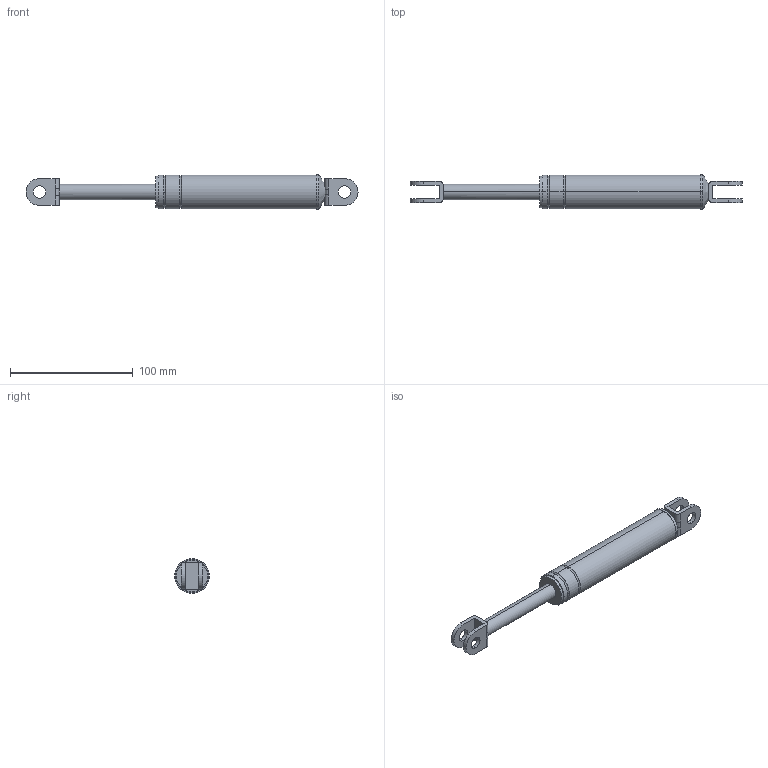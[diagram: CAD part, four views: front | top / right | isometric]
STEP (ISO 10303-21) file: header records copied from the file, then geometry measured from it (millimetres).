
FILE_DESCRIPTION( (''), '2;1');
FILE_NAME ('PC50.23628.TM_370_70_80_14758.stp','2020-10-26T13:20:12',(''),(''),'spGate 16.7.1','','');
FILE_SCHEMA (('AUTOMOTIVE_DESIGN'));
Length unit declared in the file: millimetre
Products named in the file (3): Assembly; TM_370_70_80; TM_370_70_80_div
Assembly tree (2 placements, depth 2):
  Assembly
    TM_370_70_80
    TM_370_70_80_div
Bounding box: 271 x 28.2 x 28.2 mm (x, y, z)
Volume: 96750.3 mm3; surface area: 21762.7 mm2
Topology: 2 solids, 2 shells, 64 faces, 162 edges, 104 vertices
Faces by surface type: cylinder 32, plane 22, bspline 10
Entity records: 3562 total; most frequent: CARTESIAN_POINT 662, DIRECTION 332, ORIENTED_EDGE 324, COLOUR_RGB 228, PRESENTATION_STYLE_ASSIGNMENT 228, STYLED_ITEM 228, EDGE_CURVE 162, DRAUGHTING_PRE_DEFINED_CURVE_FONT 162
